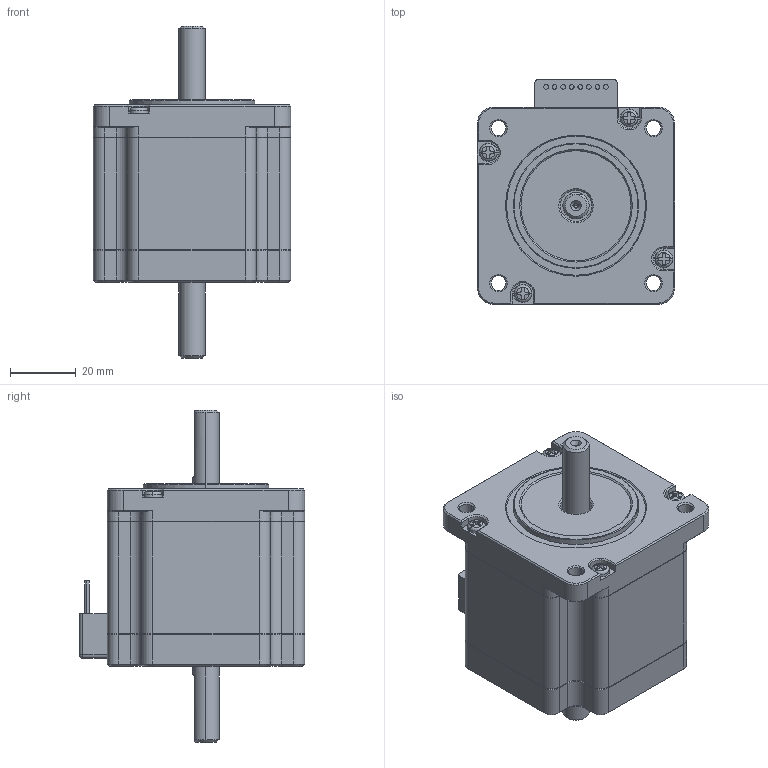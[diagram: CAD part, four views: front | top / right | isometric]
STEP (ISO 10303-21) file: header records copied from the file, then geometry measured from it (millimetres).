
FILE_DESCRIPTION(('Creo Elements/Direct Modeling STEP Export'),'2;1');
FILE_NAME('TS3606N202.stp','2014-07-07T 9:32:02',(''),(''),'Creo Elements/Direct Modeling STEP processor for AP203 (Solid Model)','Creo Elements/Direct Modeling 17.0F 20-Aug-2012 (C) Parametric Technology GmbH','');
FILE_SCHEMA(('CONFIG_CONTROL_DESIGN'));
Length unit declared in the file: millimetre
Products named in the file (1): Skin_Group1
Bounding box: 60 x 68.5 x 101 mm (x, y, z)
Volume: 178611 mm3; surface area: 22422.5 mm2
Topology: 1 solids, 1 shells, 420 faces, 1042 edges, 644 vertices
Faces by surface type: plane 179, cylinder 129, cone 94, sphere 10, torus 8
Entity records: 12432 total; most frequent: CARTESIAN_POINT 2232, ORIENTED_EDGE 2072, DIRECTION 2056, EDGE_CURVE 1036, AXIS2_PLACEMENT_3D 736, VERTEX_POINT 644, VECTOR 584, LINE 584
